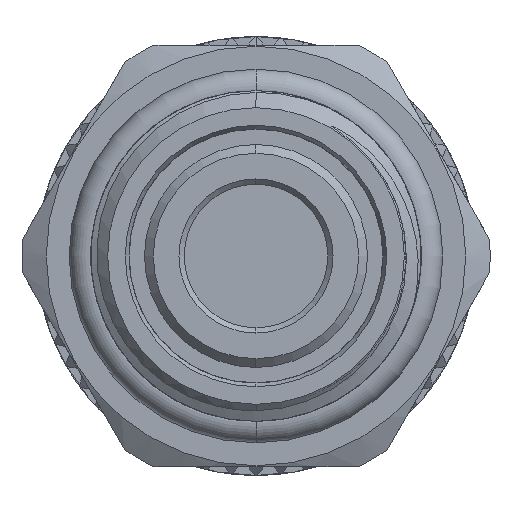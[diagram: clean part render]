
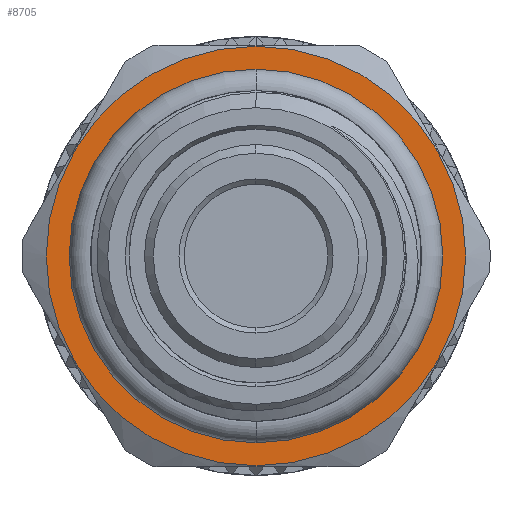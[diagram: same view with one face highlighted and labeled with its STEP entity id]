
A CAD part, left-side view. The second image highlights one B-rep face of the part: STEP entity #8705.
In plain terms, the highlighted planar face has unit normal (-1, 0, 0).
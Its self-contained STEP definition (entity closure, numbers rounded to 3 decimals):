
#737 = DIRECTION ( 'NONE',  ( -1., 0., 0. ) ) ;
#980 = DIRECTION ( 'NONE',  ( 0., 0., 1. ) ) ;
#3676 = DIRECTION ( 'NONE',  ( -1., 0., 0. ) ) ;
#4477 = DIRECTION ( 'NONE',  ( 0., 0., 1. ) ) ;
#4875 = AXIS2_PLACEMENT_3D ( 'NONE', #16651, #36548, #25255 ) ;
#5413 = VERTEX_POINT ( 'NONE', #31179 ) ;
#5912 = CIRCLE ( 'NONE', #22672, 8.395 ) ;
#6059 = AXIS2_PLACEMENT_3D ( 'NONE', #12176, #737, #980 ) ;
#7621 = EDGE_CURVE ( 'NONE', #16473, #5413, #5912, .T. ) ;
#8684 = CARTESIAN_POINT ( 'NONE',  ( 27.943, 0., -11.95 ) ) ;
#8705 = ADVANCED_FACE ( 'NONE', ( #22729, #15242 ), #30151, .T. ) ;
#10500 = DIRECTION ( 'NONE',  ( -1., 0., 0. ) ) ;
#12001 = ORIENTED_EDGE ( 'NONE', *, *, #27692, .T. ) ;
#12033 = CIRCLE ( 'NONE', #6059, 8.395 ) ;
#12176 = CARTESIAN_POINT ( 'NONE',  ( 27.943, 0., 0. ) ) ;
#12941 = CARTESIAN_POINT ( 'NONE',  ( 27.943, 0., 0. ) ) ;
#13632 = EDGE_LOOP ( 'NONE', ( #35681, #12001 ) ) ;
#13738 = AXIS2_PLACEMENT_3D ( 'NONE', #21108, #3676, #31876 ) ;
#15242 = FACE_BOUND ( 'NONE', #27604, .T. ) ;
#15929 = CARTESIAN_POINT ( 'NONE',  ( 27.943, 0., 11.95 ) ) ;
#16473 = VERTEX_POINT ( 'NONE', #36636 ) ;
#16651 = CARTESIAN_POINT ( 'NONE',  ( 27.943, 0., 0. ) ) ;
#18078 = ORIENTED_EDGE ( 'NONE', *, *, #27841, .F. ) ;
#21108 = CARTESIAN_POINT ( 'NONE',  ( 27.943, 0., 0. ) ) ;
#21232 = EDGE_CURVE ( 'NONE', #35587, #34294, #31797, .T. ) ;
#21427 = DIRECTION ( 'NONE',  ( -1., 0., 0. ) ) ;
#21731 = CARTESIAN_POINT ( 'NONE',  ( 27.943, 11.95, 0. ) ) ;
#22314 = ORIENTED_EDGE ( 'NONE', *, *, #7621, .F. ) ;
#22672 = AXIS2_PLACEMENT_3D ( 'NONE', #12941, #21427, #4477 ) ;
#22729 = FACE_OUTER_BOUND ( 'NONE', #13632, .T. ) ;
#22740 = AXIS2_PLACEMENT_3D ( 'NONE', #21731, #10500, #30276 ) ;
#25255 = DIRECTION ( 'NONE',  ( 0., 0., 1. ) ) ;
#27604 = EDGE_LOOP ( 'NONE', ( #22314, #18078 ) ) ;
#27692 = EDGE_CURVE ( 'NONE', #34294, #35587, #29777, .T. ) ;
#27841 = EDGE_CURVE ( 'NONE', #5413, #16473, #12033, .T. ) ;
#29777 = CIRCLE ( 'NONE', #4875, 11.95 ) ;
#30151 = PLANE ( 'NONE',  #22740 ) ;
#30276 = DIRECTION ( 'NONE',  ( 0., 0., 1. ) ) ;
#31179 = CARTESIAN_POINT ( 'NONE',  ( 27.943, 0., -8.395 ) ) ;
#31797 = CIRCLE ( 'NONE', #13738, 11.95 ) ;
#31876 = DIRECTION ( 'NONE',  ( 0., 0., 1. ) ) ;
#34294 = VERTEX_POINT ( 'NONE', #8684 ) ;
#35587 = VERTEX_POINT ( 'NONE', #15929 ) ;
#35681 = ORIENTED_EDGE ( 'NONE', *, *, #21232, .T. ) ;
#36548 = DIRECTION ( 'NONE',  ( -1., 0., 0. ) ) ;
#36636 = CARTESIAN_POINT ( 'NONE',  ( 27.943, 0., 8.395 ) ) ;
